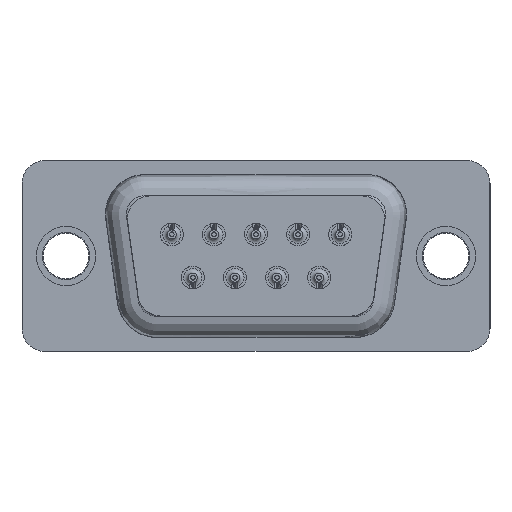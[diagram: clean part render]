
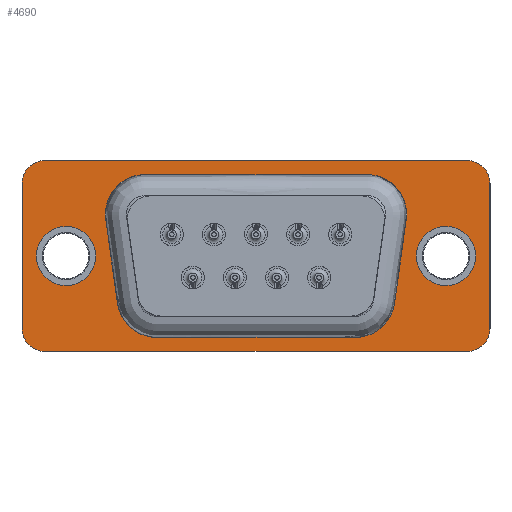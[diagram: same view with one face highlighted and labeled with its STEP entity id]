
A CAD part, front view. The second image highlights one B-rep face of the part: STEP entity #4690.
In plain terms, the highlighted planar face has unit normal (0, -1, 0).
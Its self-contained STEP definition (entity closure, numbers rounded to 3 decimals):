
#473=LINE('',#7687,#838);
#474=LINE('',#7691,#839);
#475=LINE('',#7695,#840);
#476=LINE('',#7699,#841);
#477=LINE('',#7703,#842);
#478=LINE('',#7707,#843);
#479=LINE('',#7711,#844);
#480=LINE('',#7715,#845);
#838=VECTOR('',#6063,1000.);
#839=VECTOR('',#6066,1000.);
#840=VECTOR('',#6069,1000.);
#841=VECTOR('',#6072,1000.);
#842=VECTOR('',#6075,1000.);
#843=VECTOR('',#6078,1000.);
#844=VECTOR('',#6081,1000.);
#845=VECTOR('',#6084,1000.);
#1580=ORIENTED_EDGE('',*,*,#2672,.T.);
#1581=ORIENTED_EDGE('',*,*,#2673,.T.);
#1582=ORIENTED_EDGE('',*,*,#2674,.T.);
#1583=ORIENTED_EDGE('',*,*,#2675,.T.);
#1584=ORIENTED_EDGE('',*,*,#2676,.T.);
#1585=ORIENTED_EDGE('',*,*,#2677,.T.);
#1586=ORIENTED_EDGE('',*,*,#2678,.T.);
#1587=ORIENTED_EDGE('',*,*,#2679,.T.);
#1588=ORIENTED_EDGE('',*,*,#2680,.T.);
#1589=ORIENTED_EDGE('',*,*,#2681,.T.);
#1590=ORIENTED_EDGE('',*,*,#2682,.F.);
#1591=ORIENTED_EDGE('',*,*,#2683,.F.);
#1592=ORIENTED_EDGE('',*,*,#2684,.F.);
#1593=ORIENTED_EDGE('',*,*,#2685,.F.);
#1594=ORIENTED_EDGE('',*,*,#2686,.F.);
#1595=ORIENTED_EDGE('',*,*,#2687,.F.);
#1596=ORIENTED_EDGE('',*,*,#2688,.F.);
#1597=ORIENTED_EDGE('',*,*,#2689,.F.);
#2672=EDGE_CURVE('',#3265,#3265,#3650,.T.);
#2673=EDGE_CURVE('',#3266,#3266,#3651,.T.);
#2674=EDGE_CURVE('',#3267,#3268,#3652,.T.);
#2675=EDGE_CURVE('',#3268,#3269,#473,.T.);
#2676=EDGE_CURVE('',#3269,#3270,#3653,.T.);
#2677=EDGE_CURVE('',#3270,#3271,#474,.T.);
#2678=EDGE_CURVE('',#3271,#3272,#3654,.T.);
#2679=EDGE_CURVE('',#3272,#3273,#475,.T.);
#2680=EDGE_CURVE('',#3273,#3274,#3655,.T.);
#2681=EDGE_CURVE('',#3274,#3267,#476,.T.);
#2682=EDGE_CURVE('',#3275,#3276,#3656,.T.);
#2683=EDGE_CURVE('',#3277,#3275,#477,.T.);
#2684=EDGE_CURVE('',#3278,#3277,#3657,.T.);
#2685=EDGE_CURVE('',#3279,#3278,#478,.T.);
#2686=EDGE_CURVE('',#3280,#3279,#3658,.T.);
#2687=EDGE_CURVE('',#3281,#3280,#479,.T.);
#2688=EDGE_CURVE('',#3282,#3281,#3659,.T.);
#2689=EDGE_CURVE('',#3276,#3282,#480,.T.);
#3265=VERTEX_POINT('',#7681);
#3266=VERTEX_POINT('',#7683);
#3267=VERTEX_POINT('',#7685);
#3268=VERTEX_POINT('',#7686);
#3269=VERTEX_POINT('',#7688);
#3270=VERTEX_POINT('',#7690);
#3271=VERTEX_POINT('',#7692);
#3272=VERTEX_POINT('',#7694);
#3273=VERTEX_POINT('',#7696);
#3274=VERTEX_POINT('',#7698);
#3275=VERTEX_POINT('',#7701);
#3276=VERTEX_POINT('',#7702);
#3277=VERTEX_POINT('',#7704);
#3278=VERTEX_POINT('',#7706);
#3279=VERTEX_POINT('',#7708);
#3280=VERTEX_POINT('',#7710);
#3281=VERTEX_POINT('',#7712);
#3282=VERTEX_POINT('',#7714);
#3650=CIRCLE('',#5143,1.95);
#3651=CIRCLE('',#5144,1.95);
#3652=CIRCLE('',#5145,2.6);
#3653=CIRCLE('',#5146,2.6);
#3654=CIRCLE('',#5147,2.6);
#3655=CIRCLE('',#5148,2.6);
#3656=CIRCLE('',#5149,1.5);
#3657=CIRCLE('',#5150,1.5);
#3658=CIRCLE('',#5151,1.5);
#3659=CIRCLE('',#5152,1.5);
#3903=EDGE_LOOP('',(#1580));
#3904=EDGE_LOOP('',(#1581));
#3905=EDGE_LOOP('',(#1582,#1583,#1584,#1585,#1586,#1587,#1588,#1589));
#3906=EDGE_LOOP('',(#1590,#1591,#1592,#1593,#1594,#1595,#1596,#1597));
#4275=FACE_BOUND('',#3903,.T.);
#4276=FACE_BOUND('',#3904,.T.);
#4277=FACE_BOUND('',#3905,.T.);
#4278=FACE_BOUND('',#3906,.T.);
#4519=PLANE('',#5142);
#4690=ADVANCED_FACE('',(#4275,#4276,#4277,#4278),#4519,.F.);
#5142=AXIS2_PLACEMENT_3D('',#7679,#6055,#6056);
#5143=AXIS2_PLACEMENT_3D('',#7680,#6057,#6058);
#5144=AXIS2_PLACEMENT_3D('',#7682,#6059,#6060);
#5145=AXIS2_PLACEMENT_3D('',#7684,#6061,#6062);
#5146=AXIS2_PLACEMENT_3D('',#7689,#6064,#6065);
#5147=AXIS2_PLACEMENT_3D('',#7693,#6067,#6068);
#5148=AXIS2_PLACEMENT_3D('',#7697,#6070,#6071);
#5149=AXIS2_PLACEMENT_3D('',#7700,#6073,#6074);
#5150=AXIS2_PLACEMENT_3D('',#7705,#6076,#6077);
#5151=AXIS2_PLACEMENT_3D('',#7709,#6079,#6080);
#5152=AXIS2_PLACEMENT_3D('',#7713,#6082,#6083);
#6055=DIRECTION('',(0.,1.,0.));
#6056=DIRECTION('',(0.,0.,1.));
#6057=DIRECTION('',(0.,1.,0.));
#6058=DIRECTION('',(0.,0.,1.));
#6059=DIRECTION('',(0.,1.,0.));
#6060=DIRECTION('',(0.,0.,1.));
#6061=DIRECTION('',(0.,1.,0.));
#6062=DIRECTION('',(1.,0.,0.));
#6063=DIRECTION('',(1.,0.,0.));
#6064=DIRECTION('',(0.,1.,0.));
#6065=DIRECTION('',(-1.,0.,0.));
#6066=DIRECTION('',(-0.139,0.,-0.99));
#6067=DIRECTION('',(0.,1.,0.));
#6068=DIRECTION('',(1.,0.,0.));
#6069=DIRECTION('',(-1.,0.,0.));
#6070=DIRECTION('',(0.,1.,0.));
#6071=DIRECTION('',(1.,0.,0.));
#6072=DIRECTION('',(-0.139,0.,0.99));
#6073=DIRECTION('',(0.,1.,0.));
#6074=DIRECTION('',(1.,0.,0.));
#6075=DIRECTION('',(0.,0.,1.));
#6076=DIRECTION('',(0.,1.,0.));
#6077=DIRECTION('',(1.,0.,0.));
#6078=DIRECTION('',(-1.,0.,0.));
#6079=DIRECTION('',(0.,1.,0.));
#6080=DIRECTION('',(1.,0.,0.));
#6081=DIRECTION('',(0.,0.,-1.));
#6082=DIRECTION('',(0.,1.,0.));
#6083=DIRECTION('',(-1.,0.,0.));
#6084=DIRECTION('',(1.,0.,0.));
#7679=CARTESIAN_POINT('',(-13.9,0.,4.775));
#7680=CARTESIAN_POINT('',(12.5,0.,0.));
#7681=CARTESIAN_POINT('',(12.5,0.,1.95));
#7682=CARTESIAN_POINT('',(-12.5,0.,0.));
#7683=CARTESIAN_POINT('',(-12.5,0.,1.95));
#7684=CARTESIAN_POINT('',(-7.315,0.,2.76));
#7685=CARTESIAN_POINT('',(-9.89,0.,2.398));
#7686=CARTESIAN_POINT('',(-7.315,0.,5.36));
#7687=CARTESIAN_POINT('',(-7.315,0.,5.36));
#7688=CARTESIAN_POINT('',(7.315,0.,5.36));
#7689=CARTESIAN_POINT('',(7.315,0.,2.76));
#7690=CARTESIAN_POINT('',(9.89,0.,2.398));
#7691=CARTESIAN_POINT('',(9.89,0.,2.398));
#7692=CARTESIAN_POINT('',(9.114,0.,-3.122));
#7693=CARTESIAN_POINT('',(6.539,0.,-2.76));
#7694=CARTESIAN_POINT('',(6.539,0.,-5.36));
#7695=CARTESIAN_POINT('',(6.539,0.,-5.36));
#7696=CARTESIAN_POINT('',(-6.539,0.,-5.36));
#7697=CARTESIAN_POINT('',(-6.539,0.,-2.76));
#7698=CARTESIAN_POINT('',(-9.114,0.,-3.122));
#7699=CARTESIAN_POINT('',(-9.114,0.,-3.122));
#7700=CARTESIAN_POINT('',(-13.9,0.,4.775));
#7701=CARTESIAN_POINT('',(-15.4,0.,4.775));
#7702=CARTESIAN_POINT('',(-13.9,0.,6.275));
#7703=CARTESIAN_POINT('',(-15.4,0.,-4.775));
#7704=CARTESIAN_POINT('',(-15.4,0.,-4.775));
#7705=CARTESIAN_POINT('',(-13.9,0.,-4.775));
#7706=CARTESIAN_POINT('',(-13.9,0.,-6.275));
#7707=CARTESIAN_POINT('',(13.9,0.,-6.275));
#7708=CARTESIAN_POINT('',(13.9,0.,-6.275));
#7709=CARTESIAN_POINT('',(13.9,0.,-4.775));
#7710=CARTESIAN_POINT('',(15.4,0.,-4.775));
#7711=CARTESIAN_POINT('',(15.4,0.,4.775));
#7712=CARTESIAN_POINT('',(15.4,0.,4.775));
#7713=CARTESIAN_POINT('',(13.9,0.,4.775));
#7714=CARTESIAN_POINT('',(13.9,0.,6.275));
#7715=CARTESIAN_POINT('',(-13.9,0.,6.275));
